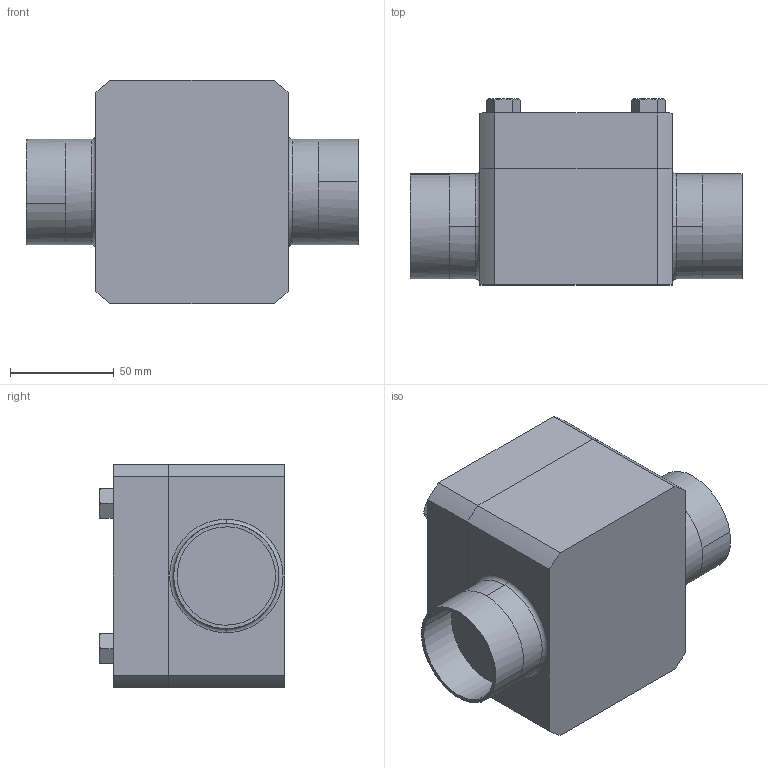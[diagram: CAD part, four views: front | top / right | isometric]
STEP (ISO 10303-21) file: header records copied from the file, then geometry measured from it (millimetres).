
FILE_DESCRIPTION (( 'STEP AP203' ), '1' );
FILE_NAME ('SHC-200-TE.STEP', '2017-06-08T13:06:06', ( '' ), ( '' ), 'SwSTEP 2.0', 'SolidWorks 2014', '' );
FILE_SCHEMA (( 'CONFIG_CONTROL_DESIGN' ));
Length unit declared in the file: inch
Products named in the file (2): SHC-200-TE
Bounding box: 160.2 x 89.66 x 107.95 mm (x, y, z)
Volume: 898773 mm3; surface area: 69320.3 mm2
Topology: 1 solids, 1 shells, 90 faces, 204 edges, 124 vertices
Faces by surface type: plane 42, cone 24, cylinder 20, torus 4
Entity records: 2821 total; most frequent: CARTESIAN_POINT 692, DIRECTION 408, ORIENTED_EDGE 408, EDGE_CURVE 204, AXIS2_PLACEMENT_3D 160, VERTEX_POINT 124, EDGE_LOOP 98, FACE_OUTER_BOUND 90
